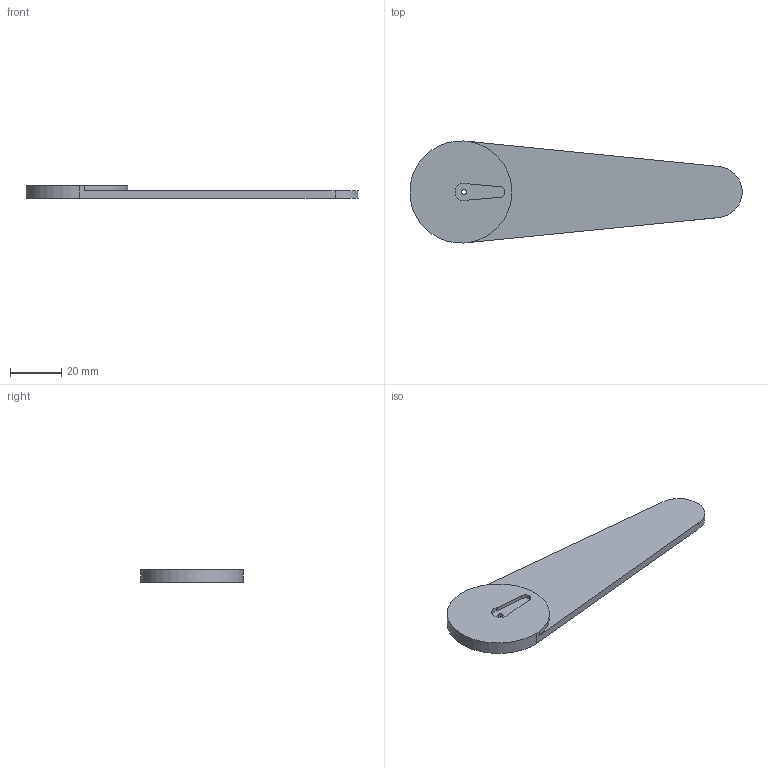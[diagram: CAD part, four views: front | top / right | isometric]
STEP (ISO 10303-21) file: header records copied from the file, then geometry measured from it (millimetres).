
FILE_DESCRIPTION(/* description */ (''),/* implementation_level */ '2;1');
FILE_NAME(/* name */ 'antena_pixelbot .step',/* time_stamp */ '2025-06-17T16:24:48+02:00',/* author */ (''),/* organization */ (''),/* preprocessor_version */ 'ST-DEVELOPER v20',/* originating_system */ 'Autodesk Translation Framework v13.14.0.145',/* authorisation */ '');
FILE_SCHEMA (('AUTOMOTIVE_DESIGN { 1 0 10303 214 3 1 1 }'));
Length unit declared in the file: millimetre
Products named in the file (1): antena_pixelbot
Bounding box: 130.15 x 40 x 5 mm (x, y, z)
Volume: 13806.6 mm3; surface area: 8855.8 mm2
Topology: 1 solids, 1 shells, 16 faces, 39 edges, 26 vertices
Faces by surface type: plane 10, cylinder 6
Full cylindrical faces by diameter (mm): 2 x1
Entity records: 512 total; most frequent: DIRECTION 85, CARTESIAN_POINT 82, ORIENTED_EDGE 78, EDGE_CURVE 39, AXIS2_PLACEMENT_3D 29, LINE 27, VECTOR 27, VERTEX_POINT 26
